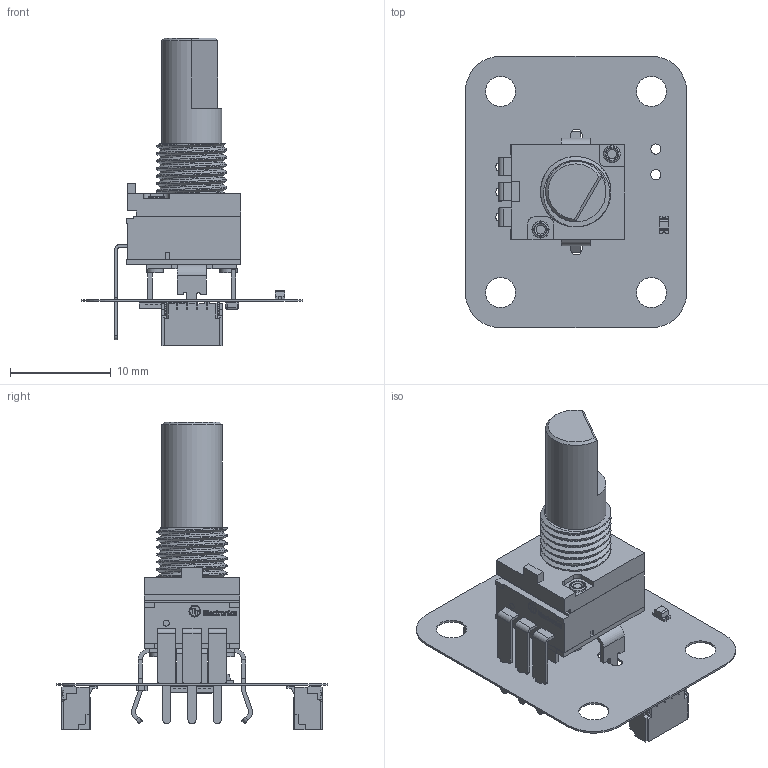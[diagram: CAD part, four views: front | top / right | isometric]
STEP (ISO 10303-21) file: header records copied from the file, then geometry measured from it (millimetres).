
FILE_DESCRIPTION(('Open CASCADE Model'),'2;1');
FILE_NAME('Open CASCADE Shape Model','2025-05-20T07:34:13',('Author'),( 'Open CASCADE'),'Open CASCADE STEP processor 7.5','Open CASCADE 7.5' ,'Unknown');
FILE_SCHEMA(('AUTOMOTIVE_DESIGN { 1 0 10303 214 1 1 1 1 }'));
Length unit declared in the file: millimetre
Products named in the file (38): PCB; Board; Open CASCADE STEP translator 7.5 13.1.1; STAT1; 0603 LED Green; Solid1; Solid4; U; DUELink-U-Connector-BM04B-SRSS-TB; D; DUELink-Connector-BM04B-SRSS-TB; R7; Res_BI_Technologies_P0915N-FC15BR100K_eec; 1; 2; 3; Logo; R4; 7081593760; Extruded; 7081593520; C2; 0805 SMD Capacitor; C1; 7786021840; 7786021680; Free-Models; STM32-QFN32
Assembly tree (39 placements, depth 5):
  PCB
    Board
      Open CASCADE STEP translator 7.5 13.1.1
    STAT1
      0603 LED Green
        Solid1
        Solid4
        Solid1
        Solid1
        Solid4
        Solid1
        Solid1
        Solid1
    U
      DUELink-U-Connector-BM04B-SRSS-TB
    D
      DUELink-Connector-BM04B-SRSS-TB
    R7
      Res_BI_Technologies_P0915N-FC15BR100K_eec
        1
          1
          2
          3
        Logo
    R4
      7081593760  x2
        Extruded
      7081593520
        Extruded
    C2
      0805 SMD Capacitor
    C1
      7786021840
        Extruded
      7786021680  x2
        Extruded
    Free-Models
      STM32-QFN32
Bounding box: 22 x 27 x 30.62 mm (x, y, z)
Volume: 1431.8 mm3; surface area: 3426.3 mm2
Topology: 108 solids, 108 shells, 1576 faces, 5320 edges, 5400 vertices
Faces by surface type: plane 1225, cylinder 223, bspline 113, sphere 8, torus 4, cone 3
Full cylindrical faces by diameter (mm): 0.597 x1, 1 x3, 1.005 x1, 1.016 x2, 1.18 x1, 1.7 x2, 3 x4, 6 x1
Entity records: 65579 total; most frequent: CARTESIAN_POINT 17099, DIRECTION 8557, ORIENTED_EDGE 7720, LINE 4513, VECTOR 4513, EDGE_CURVE 3860, VERTEX_POINT 2528, AXIS2_PLACEMENT_3D 2022
